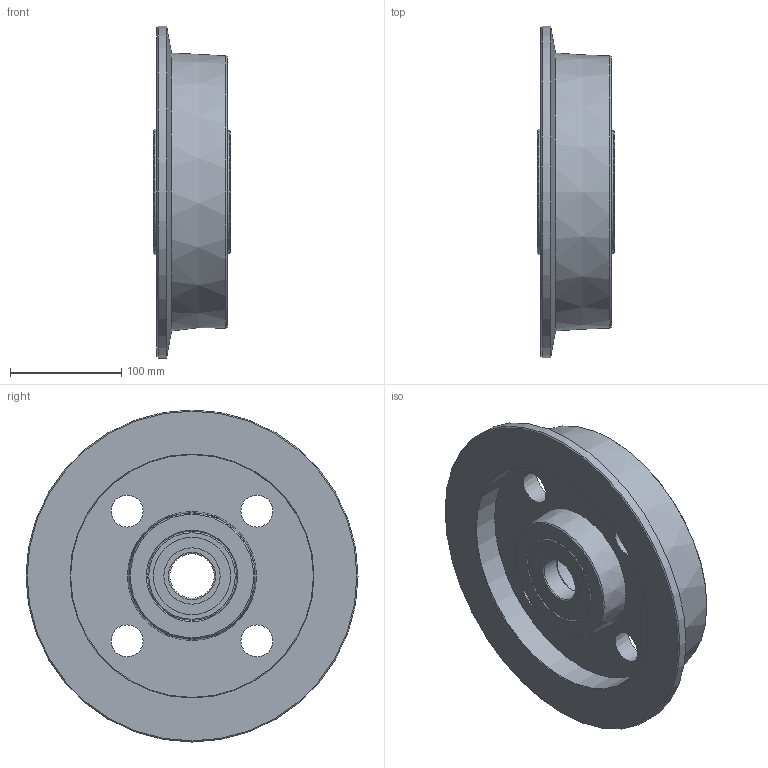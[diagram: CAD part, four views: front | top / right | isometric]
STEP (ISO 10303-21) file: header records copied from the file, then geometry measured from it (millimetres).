
FILE_DESCRIPTION (( 'STEP AP214' ), '1' );
FILE_NAME ('K0023954_SPG-250-63-70-K40.step', '2018-04-30T09:22:57', ( '' ), ( '' ), 'SwSTEP 2.0', 'SolidWorks 2018', '' );
FILE_SCHEMA (( 'AUTOMOTIVE_DESIGN' ));
Length unit declared in the file: millimetre
Products named in the file (1): K0023954_SPG-250-63-70-K40
Bounding box: 70 x 298.5 x 298.5 mm (x, y, z)
Volume: 1891608.7 mm3; surface area: 306891.6 mm2
Topology: 11 solids, 11 shells, 99 faces, 199 edges, 132 vertices
Faces by surface type: plane 35, cylinder 34, cone 16, torus 14
Full cylindrical faces by diameter (mm): 5.7 x1, 40 x2, 50.6 x8, 53.04 x4, 66.96 x4, 69.4 x8, 72 x1, 80 x4, 218.3 x1, 298.5 x1
Entity records: 3377 total; most frequent: DIRECTION 401, CARTESIAN_POINT 385, ORIENTED_EDGE 214, EDGE_LOOP 201, AXIS2_PLACEMENT_3D 198, FACE_OUTER_BOUND 143, UNCERTAINTY_MEASURE_WITH_UNIT 112, COLOUR_RGB 111
